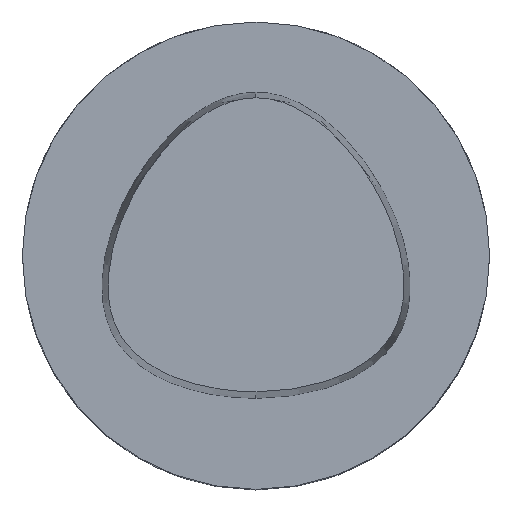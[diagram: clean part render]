
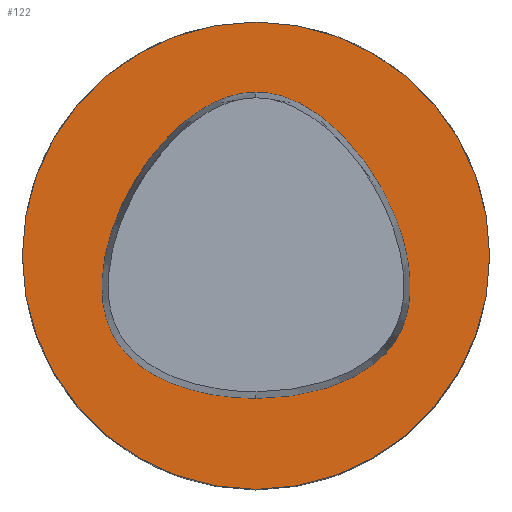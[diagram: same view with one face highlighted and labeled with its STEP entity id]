
A CAD part, top view. The second image highlights one B-rep face of the part: STEP entity #122.
In plain terms, the highlighted planar face has unit normal (0, 0, 1).
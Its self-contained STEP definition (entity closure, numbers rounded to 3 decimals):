
#56=FACE_BOUND('',#177,.T.);
#57=FACE_BOUND('',#178,.T.);
#74=CIRCLE('',#384,25.);
#122=ADVANCED_FACE('',(#56,#57),#143,.T.);
#143=PLANE('',#385);
#177=EDGE_LOOP('',(#218));
#178=EDGE_LOOP('',(#219,#220));
#218=ORIENTED_EDGE('',*,*,#315,.F.);
#219=ORIENTED_EDGE('',*,*,#313,.F.);
#220=ORIENTED_EDGE('',*,*,#314,.F.);
#284=VERTEX_POINT('',#560);
#285=VERTEX_POINT('',#562);
#286=VERTEX_POINT('',#708);
#313=EDGE_CURVE('',#285,#284,#348,.T.);
#314=EDGE_CURVE('',#284,#285,#349,.T.);
#315=EDGE_CURVE('',#286,#286,#74,.T.);
#348=B_SPLINE_CURVE_WITH_KNOTS('',3,(#563,#564,#565,#566,#567,#568),
 .UNSPECIFIED.,.F.,.F.,(4,1,1,4),(0.,0.333,0.667,1.),
 .UNSPECIFIED.);
#349=B_SPLINE_CURVE_WITH_KNOTS('',3,(#633,#634,#635,#636,#637,#638),
 .UNSPECIFIED.,.F.,.F.,(4,1,1,4),(0.,0.333,0.667,1.),
 .UNSPECIFIED.);
#384=AXIS2_PLACEMENT_3D('',#707,#431,#432);
#385=AXIS2_PLACEMENT_3D('',#709,#433,#434);
#431=DIRECTION('',(0.,0.,-1.));
#432=DIRECTION('',(-1.,0.,0.));
#433=DIRECTION('',(0.,0.,1.));
#434=DIRECTION('',(1.,0.,0.));
#560=CARTESIAN_POINT('',(0.,-15.26,0.));
#562=CARTESIAN_POINT('',(0.,17.5,0.));
#563=CARTESIAN_POINT('',(0.,17.5,0.));
#564=CARTESIAN_POINT('',(-5.028,17.5,0.));
#565=CARTESIAN_POINT('',(-15.083,8.708,0.));
#566=CARTESIAN_POINT('',(-18.962,-10.948,0.));
#567=CARTESIAN_POINT('',(-6.321,-15.26,0.));
#568=CARTESIAN_POINT('',(0.,-15.26,0.));
#633=CARTESIAN_POINT('',(0.,-15.26,0.));
#634=CARTESIAN_POINT('',(6.321,-15.26,0.));
#635=CARTESIAN_POINT('',(18.962,-10.948,0.));
#636=CARTESIAN_POINT('',(15.083,8.708,0.));
#637=CARTESIAN_POINT('',(5.028,17.5,0.));
#638=CARTESIAN_POINT('',(0.,17.5,0.));
#707=CARTESIAN_POINT('',(0.,0.,0.));
#708=CARTESIAN_POINT('',(-25.,0.,0.));
#709=CARTESIAN_POINT('',(0.,0.,0.));
